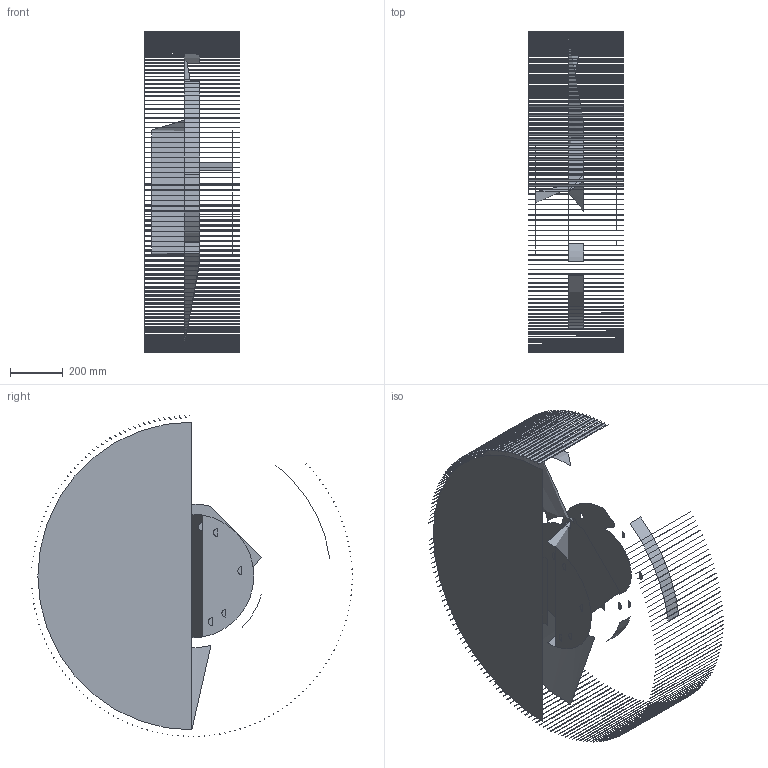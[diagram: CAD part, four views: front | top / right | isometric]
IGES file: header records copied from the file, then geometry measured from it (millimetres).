
Global section: file name: _cgs_temp_output.igs; native system: Creo Parametric by Parametric Technology Corporation; preprocessor: 2016360; author: SYSTEM; organization: Unknown; date: 20170924.113829; units: inch
Bounding box: 361.95 x 1217.11 x 1217.91 mm (x, y, z)
Surface area: 1896207.2 mm2 (no closed solid volume)
Topology: 0 solids, 1416 shells, 1425 faces, 2285 edges, 2168 vertices
Faces by surface type: revolution 1023, bspline 402
